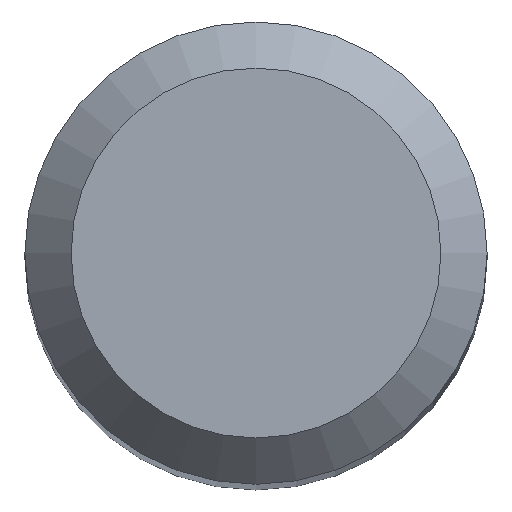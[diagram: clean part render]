
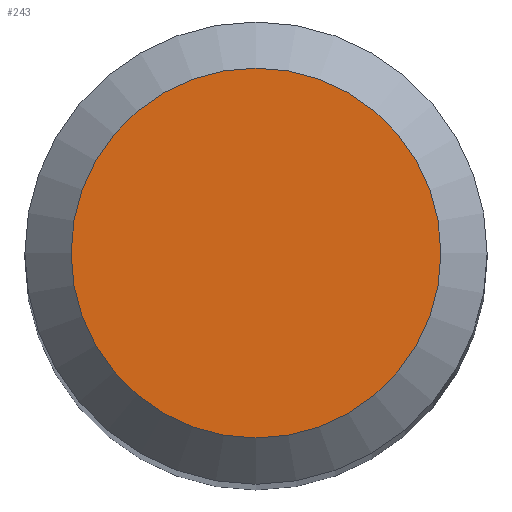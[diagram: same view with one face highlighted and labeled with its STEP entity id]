
A CAD part, top view. The second image highlights one B-rep face of the part: STEP entity #243.
In plain terms, the highlighted planar face has unit normal (0, 0, 1).
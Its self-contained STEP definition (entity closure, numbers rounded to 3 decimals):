
#6 = CARTESIAN_POINT ( 'NONE',  ( 0., 1.6, 38. ) ) ;
#13 = DIRECTION ( 'NONE',  ( 0., 1., 0. ) ) ;
#14 = AXIS2_PLACEMENT_3D ( 'NONE', #330, #121, #13 ) ;
#58 = CIRCLE ( 'NONE', #14, 1.6 ) ;
#69 = ORIENTED_EDGE ( 'NONE', *, *, #265, .F. ) ;
#96 = EDGE_LOOP ( 'NONE', ( #69 ) ) ;
#101 = PLANE ( 'NONE',  #298 ) ;
#121 = DIRECTION ( 'NONE',  ( 0., 0., -1. ) ) ;
#129 = CARTESIAN_POINT ( 'NONE',  ( 0., 0., 38. ) ) ;
#201 = DIRECTION ( 'NONE',  ( 0., 0., -1. ) ) ;
#224 = DIRECTION ( 'NONE',  ( 0., 1., 0. ) ) ;
#240 = VERTEX_POINT ( 'NONE', #6 ) ;
#243 = ADVANCED_FACE ( 'NONE', ( #336 ), #101, .F. ) ;
#265 = EDGE_CURVE ( 'NONE', #240, #240, #58, .T. ) ;
#298 = AXIS2_PLACEMENT_3D ( 'NONE', #129, #201, #224 ) ;
#330 = CARTESIAN_POINT ( 'NONE',  ( 0., 0., 38. ) ) ;
#336 = FACE_OUTER_BOUND ( 'NONE', #96, .T. ) ;
